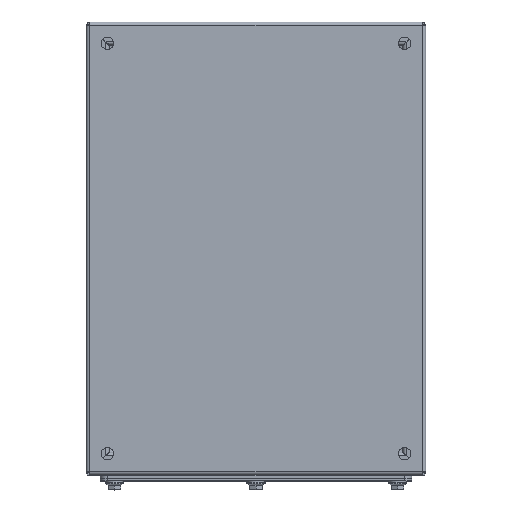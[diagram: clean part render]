
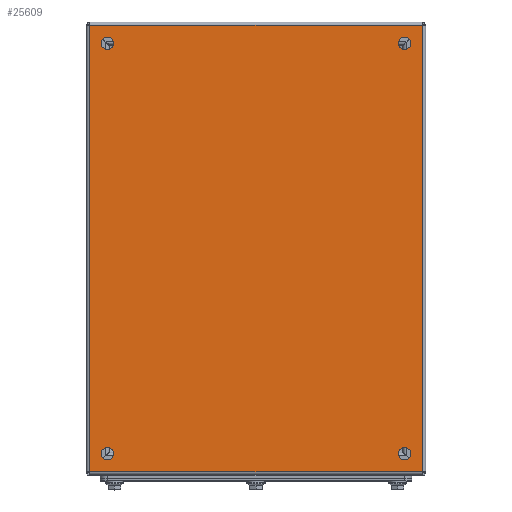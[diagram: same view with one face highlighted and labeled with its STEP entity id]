
A CAD part, top view. The second image highlights one B-rep face of the part: STEP entity #25609.
In plain terms, the highlighted planar face has unit normal (0, 0, 1).
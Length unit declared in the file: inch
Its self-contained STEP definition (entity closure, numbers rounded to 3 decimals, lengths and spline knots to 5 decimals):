
#469 = ORIENTED_EDGE ( 'NONE', *, *, #60556, .F. ) ;
#7897 = EDGE_CURVE ( 'NONE', #90166, #37758, #38231, .T. ) ;
#8087 = EDGE_CURVE ( 'NONE', #76102, #87586, #17765, .T. ) ;
#9106 = LINE ( 'NONE', #39170, #24568 ) ;
#10610 = CARTESIAN_POINT ( 'NONE',  ( 18.90625, 15.125, 6.9175 ) ) ;
#12101 = CIRCLE ( 'NONE', #67095, 0.21875 ) ;
#13562 = CARTESIAN_POINT ( 'NONE',  ( 8.40625, 15.125, 6.9175 ) ) ;
#13728 = DIRECTION ( 'NONE',  ( 0., 0., -1. ) ) ;
#15408 = ORIENTED_EDGE ( 'NONE', *, *, #8087, .F. ) ;
#16038 = FACE_BOUND ( 'NONE', #72571, .T. ) ;
#16559 = AXIS2_PLACEMENT_3D ( 'NONE', #65681, #88285, #42644 ) ;
#16625 = ORIENTED_EDGE ( 'NONE', *, *, #20188, .T. ) ;
#17552 = CARTESIAN_POINT ( 'NONE',  ( 19.75413, 15.75413, 6.9175 ) ) ;
#17765 = LINE ( 'NONE', #69325, #23718 ) ;
#19495 = AXIS2_PLACEMENT_3D ( 'NONE', #91995, #77229, #62563 ) ;
#20188 = EDGE_CURVE ( 'NONE', #72827, #72827, #73389, .T. ) ;
#20701 = VERTEX_POINT ( 'NONE', #73678 ) ;
#21081 = CIRCLE ( 'NONE', #19495, 0.21875 ) ;
#23718 = VECTOR ( 'NONE', #85985, 39.37008 ) ;
#24568 = VECTOR ( 'NONE', #69065, 39.37008 ) ;
#25609 = ADVANCED_FACE ( 'NONE', ( #16038, #31321, #34696, #71466, #56817 ), #48494, .F. ) ;
#25909 = CARTESIAN_POINT ( 'NONE',  ( 19.125, 15.125, 6.9175 ) ) ;
#31321 = FACE_BOUND ( 'NONE', #75314, .T. ) ;
#34696 = FACE_BOUND ( 'NONE', #46447, .T. ) ;
#35105 = LINE ( 'NONE', #87143, #42269 ) ;
#35244 = VERTEX_POINT ( 'NONE', #95123 ) ;
#37758 = VERTEX_POINT ( 'NONE', #64064 ) ;
#38231 = LINE ( 'NONE', #62255, #86386 ) ;
#39170 = CARTESIAN_POINT ( 'NONE',  ( 13.875, -0.00412, 6.9175 ) ) ;
#40204 = AXIS2_PLACEMENT_3D ( 'NONE', #63225, #42079, #63708 ) ;
#42079 = DIRECTION ( 'NONE',  ( 0., 0., -1. ) ) ;
#42269 = VECTOR ( 'NONE', #50348, 39.37008 ) ;
#42644 = DIRECTION ( 'NONE',  ( -1., 0., 0. ) ) ;
#43899 = ORIENTED_EDGE ( 'NONE', *, *, #7897, .F. ) ;
#46408 = CIRCLE ( 'NONE', #16559, 0.21875 ) ;
#46447 = EDGE_LOOP ( 'NONE', ( #68163 ) ) ;
#47156 = ORIENTED_EDGE ( 'NONE', *, *, #93216, .T. ) ;
#48494 = PLANE ( 'NONE',  #40204 ) ;
#50348 = DIRECTION ( 'NONE',  ( 1., 0., 0. ) ) ;
#52505 = ORIENTED_EDGE ( 'NONE', *, *, #69363, .T. ) ;
#55868 = DIRECTION ( 'NONE',  ( -1., 0., 0. ) ) ;
#56817 = FACE_OUTER_BOUND ( 'NONE', #83387, .T. ) ;
#59170 = CARTESIAN_POINT ( 'NONE',  ( 7.99588, 15.75413, 6.9175 ) ) ;
#60556 = EDGE_CURVE ( 'NONE', #37758, #76102, #9106, .T. ) ;
#61280 = DIRECTION ( 'NONE',  ( 0., -1., 0. ) ) ;
#62255 = CARTESIAN_POINT ( 'NONE',  ( 19.75413, 7.875, 6.9175 ) ) ;
#62563 = DIRECTION ( 'NONE',  ( -1., 0., 0. ) ) ;
#63225 = CARTESIAN_POINT ( 'NONE',  ( 13.875, 7.875, 6.9175 ) ) ;
#63708 = DIRECTION ( 'NONE',  ( -1., 0., 0. ) ) ;
#64064 = CARTESIAN_POINT ( 'NONE',  ( 19.75413, -0.00412, 6.9175 ) ) ;
#65366 = CARTESIAN_POINT ( 'NONE',  ( 8.625, 15.125, 6.9175 ) ) ;
#65681 = CARTESIAN_POINT ( 'NONE',  ( 19.125, 0.625, 6.9175 ) ) ;
#66618 = ORIENTED_EDGE ( 'NONE', *, *, #84327, .F. ) ;
#67095 = AXIS2_PLACEMENT_3D ( 'NONE', #65366, #13728, #69175 ) ;
#67735 = EDGE_CURVE ( 'NONE', #35244, #35244, #21081, .T. ) ;
#68163 = ORIENTED_EDGE ( 'NONE', *, *, #67735, .T. ) ;
#69065 = DIRECTION ( 'NONE',  ( -1., 0., 0. ) ) ;
#69175 = DIRECTION ( 'NONE',  ( -1., 0., 0. ) ) ;
#69325 = CARTESIAN_POINT ( 'NONE',  ( 7.99588, 7.875, 6.9175 ) ) ;
#69363 = EDGE_CURVE ( 'NONE', #96073, #96073, #12101, .T. ) ;
#70174 = EDGE_LOOP ( 'NONE', ( #47156 ) ) ;
#71466 = FACE_BOUND ( 'NONE', #70174, .T. ) ;
#72571 = EDGE_LOOP ( 'NONE', ( #52505 ) ) ;
#72827 = VERTEX_POINT ( 'NONE', #10610 ) ;
#73191 = CARTESIAN_POINT ( 'NONE',  ( 7.99588, -0.00412, 6.9175 ) ) ;
#73389 = CIRCLE ( 'NONE', #78111, 0.21875 ) ;
#73678 = CARTESIAN_POINT ( 'NONE',  ( 18.90625, 0.625, 6.9175 ) ) ;
#75314 = EDGE_LOOP ( 'NONE', ( #16625 ) ) ;
#76102 = VERTEX_POINT ( 'NONE', #73191 ) ;
#77229 = DIRECTION ( 'NONE',  ( 0., 0., -1. ) ) ;
#78111 = AXIS2_PLACEMENT_3D ( 'NONE', #25909, #94153, #55868 ) ;
#83387 = EDGE_LOOP ( 'NONE', ( #43899, #66618, #15408, #469 ) ) ;
#84327 = EDGE_CURVE ( 'NONE', #87586, #90166, #35105, .T. ) ;
#85985 = DIRECTION ( 'NONE',  ( 0., 1., 0. ) ) ;
#86386 = VECTOR ( 'NONE', #61280, 39.37008 ) ;
#87143 = CARTESIAN_POINT ( 'NONE',  ( 13.875, 15.75413, 6.9175 ) ) ;
#87586 = VERTEX_POINT ( 'NONE', #59170 ) ;
#88285 = DIRECTION ( 'NONE',  ( 0., 0., -1. ) ) ;
#90166 = VERTEX_POINT ( 'NONE', #17552 ) ;
#91995 = CARTESIAN_POINT ( 'NONE',  ( 8.625, 0.625, 6.9175 ) ) ;
#93216 = EDGE_CURVE ( 'NONE', #20701, #20701, #46408, .T. ) ;
#94153 = DIRECTION ( 'NONE',  ( 0., 0., -1. ) ) ;
#95123 = CARTESIAN_POINT ( 'NONE',  ( 8.40625, 0.625, 6.9175 ) ) ;
#96073 = VERTEX_POINT ( 'NONE', #13562 ) ;
